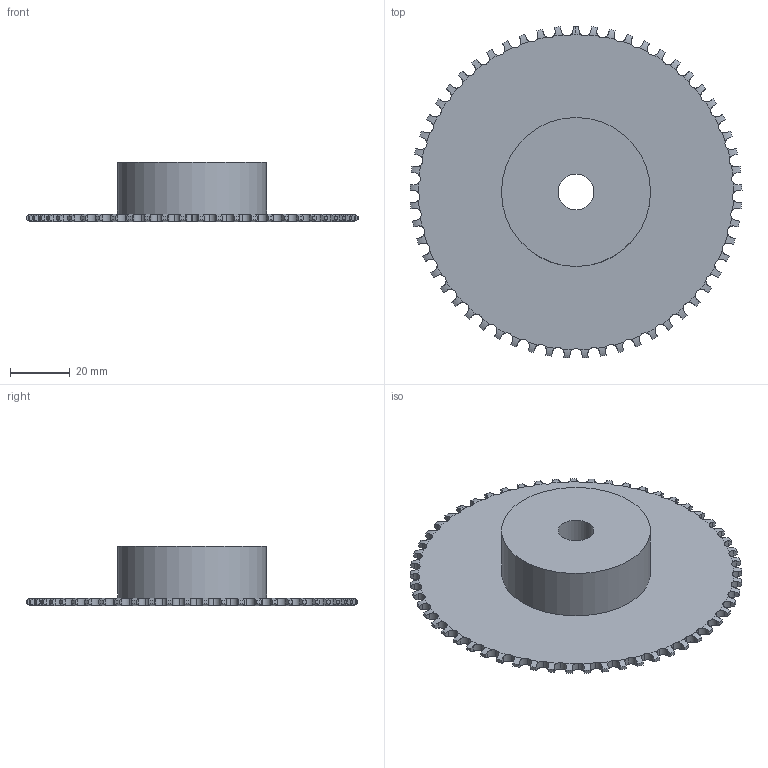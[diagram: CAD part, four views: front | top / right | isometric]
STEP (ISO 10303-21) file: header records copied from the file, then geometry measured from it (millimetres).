
FILE_DESCRIPTION(('FreeCAD Model'),'2;1');
FILE_NAME('Open CASCADE Shape Model','2021-02-25T16:01:56',( 'Simone Bignetti'),(''),'Open CASCADE STEP processor 7.4','FreeCAD', 'Unknown');
FILE_SCHEMA(('AUTOMOTIVE_DESIGN { 1 0 10303 214 1 1 1 1 }'));
Products named in the file (1): Hole
Bounding box: 111.39 x 111.36 x 20 mm (x, y, z)
Volume: 55425.6 mm3; surface area: 22767.7 mm2
Topology: 1 solids, 1 shells, 520 faces, 1551 edges, 1034 vertices
Faces by surface type: cylinder 287, plane 117, revolution 116
Full cylindrical faces by diameter (mm): 12 x1, 50 x1
Entity records: 53670 total; most frequent: CARTESIAN_POINT 25266, DIRECTION 4621, ORIENTED_EDGE 3102, PCURVE 3102, DEFINITIONAL_REPRESENTATION 3102, LINE 2357, VECTOR 2357, EDGE_CURVE 1551
